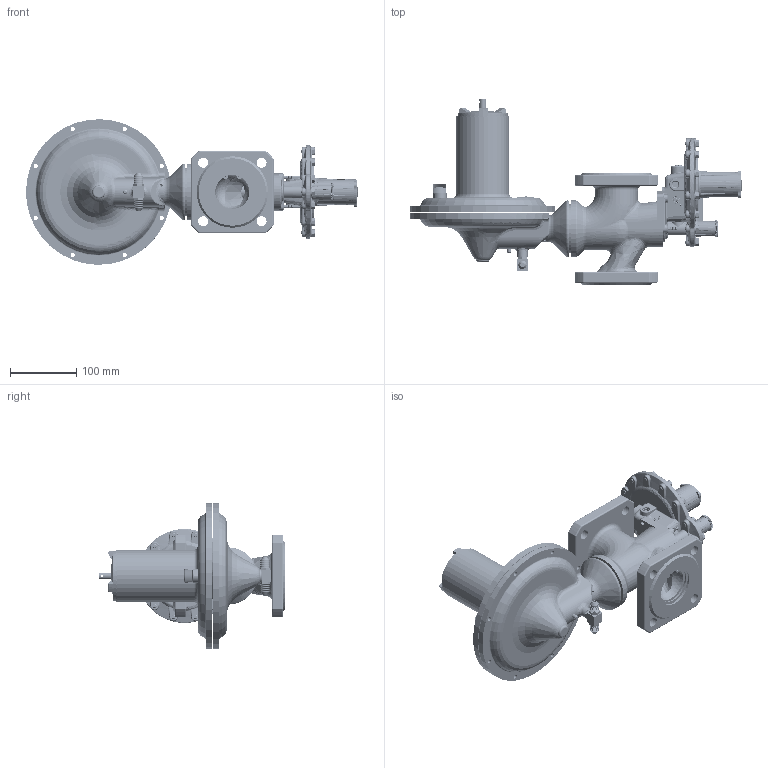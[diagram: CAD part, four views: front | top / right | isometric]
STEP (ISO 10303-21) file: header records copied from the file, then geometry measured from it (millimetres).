
FILE_DESCRIPTION (( 'STEP AP203' ), '1' );
FILE_NAME ('陑虮-1000 栖 1.STEP', '2019-10-22T12:02:18', ( '' ), ( '' ), 'SwSTEP 2.0', 'SolidWorks 2018', '' );
FILE_SCHEMA (( 'CONFIG_CONTROL_DESIGN' ));
Length unit declared in the file: millimetre
Products named in the file (1): 陑虮-1000 栖 1
Bounding box: 501.99 x 281.5 x 220 mm (x, y, z)
Volume: 2016682.1 mm3; surface area: 660478.7 mm2
Topology: 72 solids, 72 shells, 6249 faces, 14054 edges, 7919 vertices
Faces by surface type: cylinder 1469, plane 1442, cone 1279, bspline 1159, torus 724, sphere 176
Entity records: 253694 total; most frequent: CARTESIAN_POINT 123399, ORIENTED_EDGE 27768, DIRECTION 26907, EDGE_CURVE 13884, AXIS2_PLACEMENT_3D 11311, VERTEX_POINT 7914, EDGE_LOOP 6638, FACE_OUTER_BOUND 6249
